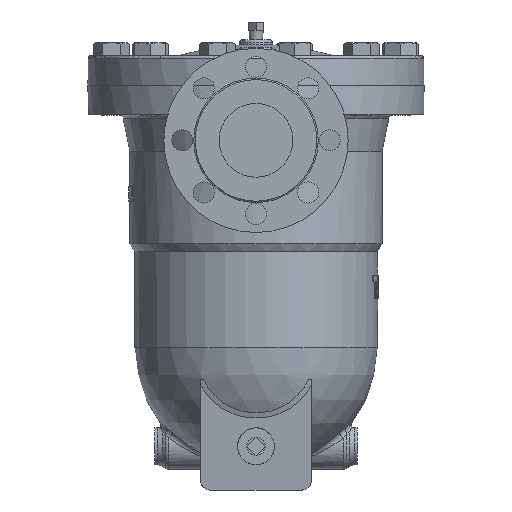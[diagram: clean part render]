
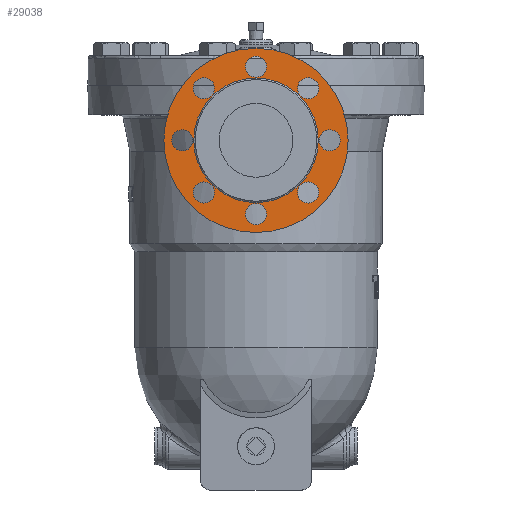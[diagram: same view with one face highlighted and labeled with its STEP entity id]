
A CAD part, left-side view. The second image highlights one B-rep face of the part: STEP entity #29038.
In plain terms, the highlighted planar face has unit normal (-1, 0, 0).
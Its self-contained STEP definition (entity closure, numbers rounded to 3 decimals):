
#28919=CARTESIAN_POINT('',(-255.0,0.0,40.));
#28920=VERTEX_POINT('',#28919);
#28921=CARTESIAN_POINT('',(-255.,0.0,-60.));
#28922=DIRECTION('',(-1.0,0.0,0.0));
#28923=DIRECTION('',(0.0,0.0,1.0));
#28924=AXIS2_PLACEMENT_3D('',#28921,#28922,#28923);
#28925=CIRCLE('',#28924,100.0);
#28926=EDGE_CURVE('',#28920,#28920,#28925,.T.);
#28931=CARTESIAN_POINT('',(-255.0,0.0,23.));
#28932=DIRECTION('',(-1.0,0.0,0.0));
#28933=DIRECTION('',(0.0,0.0,1.0));
#28934=AXIS2_PLACEMENT_3D('',#28931,#28932,#28933);
#28935=PLANE('',#28934);
#28936=ORIENTED_EDGE('',*,*,#28926,.T.);
#28937=EDGE_LOOP('',(#28936));
#28938=FACE_OUTER_BOUND('',#28937,.T.);
#28939=CARTESIAN_POINT('',(-255.,45.069,-116.569));
#28940=VERTEX_POINT('',#28939);
#28941=CARTESIAN_POINT('',(-255.,56.569,-116.569));
#28942=DIRECTION('',(1.0,0.0,0.0));
#28943=DIRECTION('',(0.0,-1.0,0.0));
#28944=AXIS2_PLACEMENT_3D('',#28941,#28942,#28943);
#28945=CIRCLE('',#28944,11.5);
#28946=EDGE_CURVE('',#28940,#28940,#28945,.T.);
#28947=ORIENTED_EDGE('',*,*,#28946,.T.);
#28948=EDGE_LOOP('',(#28947));
#28949=FACE_BOUND('',#28948,.T.);
#28950=CARTESIAN_POINT('',(-255.,71.868,-68.132));
#28951=VERTEX_POINT('',#28950);
#28952=CARTESIAN_POINT('',(-255.,80.,-60.));
#28953=DIRECTION('',(1.0,0.,0.));
#28954=DIRECTION('',(0.,-0.707,-0.707));
#28955=AXIS2_PLACEMENT_3D('',#28952,#28953,#28954);
#28956=CIRCLE('',#28955,11.5);
#28957=EDGE_CURVE('',#28951,#28951,#28956,.T.);
#28958=ORIENTED_EDGE('',*,*,#28957,.T.);
#28959=EDGE_LOOP('',(#28958));
#28960=FACE_BOUND('',#28959,.T.);
#28961=CARTESIAN_POINT('',(-255.,56.569,-14.931));
#28962=VERTEX_POINT('',#28961);
#28963=CARTESIAN_POINT('',(-255.,56.569,-3.431));
#28964=DIRECTION('',(1.0,0.0,0.0));
#28965=DIRECTION('',(0.0,0.0,-1.0));
#28966=AXIS2_PLACEMENT_3D('',#28963,#28964,#28965);
#28967=CIRCLE('',#28966,11.5);
#28968=EDGE_CURVE('',#28962,#28962,#28967,.T.);
#28969=ORIENTED_EDGE('',*,*,#28968,.T.);
#28970=EDGE_LOOP('',(#28969));
#28971=FACE_BOUND('',#28970,.T.);
#28972=CARTESIAN_POINT('',(-255.,8.132,11.868));
#28973=VERTEX_POINT('',#28972);
#28974=CARTESIAN_POINT('',(-255.,0.,20.));
#28975=DIRECTION('',(1.0,0.,0.));
#28976=DIRECTION('',(0.,0.707,-0.707));
#28977=AXIS2_PLACEMENT_3D('',#28974,#28975,#28976);
#28978=CIRCLE('',#28977,11.5);
#28979=EDGE_CURVE('',#28973,#28973,#28978,.T.);
#28980=ORIENTED_EDGE('',*,*,#28979,.T.);
#28981=EDGE_LOOP('',(#28980));
#28982=FACE_BOUND('',#28981,.T.);
#28983=CARTESIAN_POINT('',(-255.,-45.069,-3.431));
#28984=VERTEX_POINT('',#28983);
#28985=CARTESIAN_POINT('',(-255.,-56.569,-3.431));
#28986=DIRECTION('',(1.0,0.0,0.0));
#28987=DIRECTION('',(0.0,1.0,0.0));
#28988=AXIS2_PLACEMENT_3D('',#28985,#28986,#28987);
#28989=CIRCLE('',#28988,11.5);
#28990=EDGE_CURVE('',#28984,#28984,#28989,.T.);
#28991=ORIENTED_EDGE('',*,*,#28990,.T.);
#28992=EDGE_LOOP('',(#28991));
#28993=FACE_BOUND('',#28992,.T.);
#28994=CARTESIAN_POINT('',(-255.,-71.868,-51.868));
#28995=VERTEX_POINT('',#28994);
#28996=CARTESIAN_POINT('',(-255.0,-80.,-60.));
#28997=DIRECTION('',(1.0,0.,0.));
#28998=DIRECTION('',(0.,0.707,0.707));
#28999=AXIS2_PLACEMENT_3D('',#28996,#28997,#28998);
#29000=CIRCLE('',#28999,11.5);
#29001=EDGE_CURVE('',#28995,#28995,#29000,.T.);
#29002=ORIENTED_EDGE('',*,*,#29001,.T.);
#29003=EDGE_LOOP('',(#29002));
#29004=FACE_BOUND('',#29003,.T.);
#29005=CARTESIAN_POINT('',(-255.,-56.569,-105.069));
#29006=VERTEX_POINT('',#29005);
#29007=CARTESIAN_POINT('',(-255.0,-56.569,-116.569));
#29008=DIRECTION('',(1.0,0.0,0.0));
#29009=DIRECTION('',(0.0,0.0,1.0));
#29010=AXIS2_PLACEMENT_3D('',#29007,#29008,#29009);
#29011=CIRCLE('',#29010,11.5);
#29012=EDGE_CURVE('',#29006,#29006,#29011,.T.);
#29013=ORIENTED_EDGE('',*,*,#29012,.T.);
#29014=EDGE_LOOP('',(#29013));
#29015=FACE_BOUND('',#29014,.T.);
#29016=CARTESIAN_POINT('',(-255.,0.0,7.6));
#29017=VERTEX_POINT('',#29016);
#29018=CARTESIAN_POINT('',(-255.,0.0,-60.));
#29019=DIRECTION('',(-1.0,0.0,0.0));
#29020=DIRECTION('',(0.0,0.0,-1.0));
#29021=AXIS2_PLACEMENT_3D('',#29018,#29019,#29020);
#29022=CIRCLE('',#29021,67.6);
#29023=EDGE_CURVE('',#29017,#29017,#29022,.T.);
#29024=ORIENTED_EDGE('',*,*,#29023,.F.);
#29025=EDGE_LOOP('',(#29024));
#29026=FACE_BOUND('',#29025,.T.);
#29027=CARTESIAN_POINT('',(-255.,-8.132,-131.868));
#29028=VERTEX_POINT('',#29027);
#29029=CARTESIAN_POINT('',(-255.,0.,-140.));
#29030=DIRECTION('',(1.,0.,0.));
#29031=DIRECTION('',(0.,-0.707,0.707));
#29032=AXIS2_PLACEMENT_3D('',#29029,#29030,#29031);
#29033=CIRCLE('',#29032,11.5);
#29034=EDGE_CURVE('',#29028,#29028,#29033,.T.);
#29035=ORIENTED_EDGE('',*,*,#29034,.T.);
#29036=EDGE_LOOP('',(#29035));
#29037=FACE_BOUND('',#29036,.T.);
#29038=ADVANCED_FACE('',(#28938,#28949,#28960,#28971,#28982,#28993,#29004,#29015,#29026,#29037),#28935,.T.);
